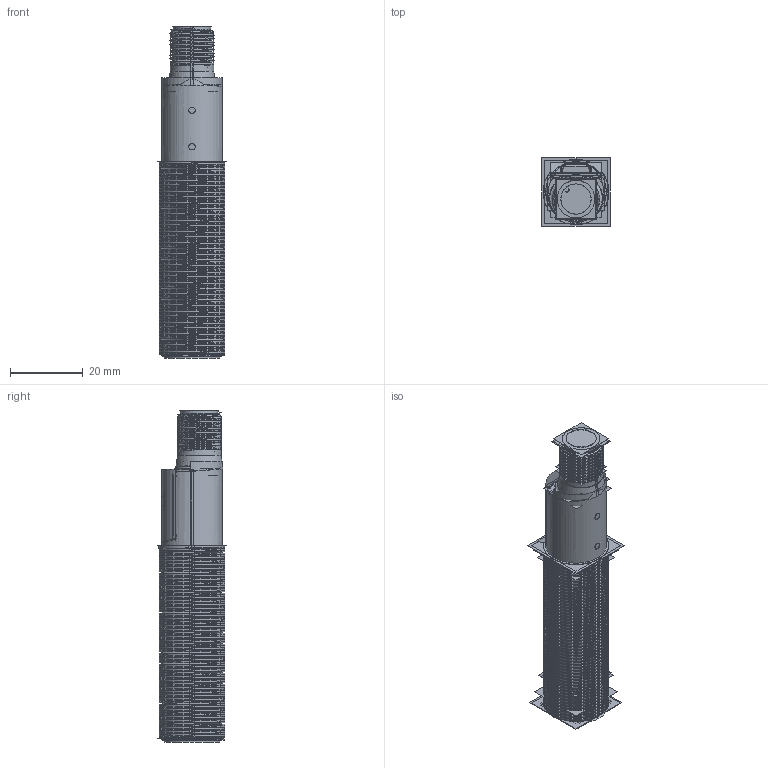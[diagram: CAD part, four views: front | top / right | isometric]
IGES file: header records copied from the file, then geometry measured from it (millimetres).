
Start section:  PTC IGES file: s18u_straight_asm.igs
Global section: file name: s18u_straight_asm.igs; native system: Creo Elements/Pro by Parametric Technology Corporation; preprocessor: 2012420; author: jrengel; organization: Unknown; date: 20130830.095104; units: inch
Bounding box: 18.72 x 18.73 x 91.24 mm (x, y, z)
Volume: 7313.1 mm3; surface area: 75602.8 mm2
Topology: 8 solids, 8 shells, 1188 faces, 6044 edges, 7644 vertices
Faces by surface type: revolution 678, bspline 510
